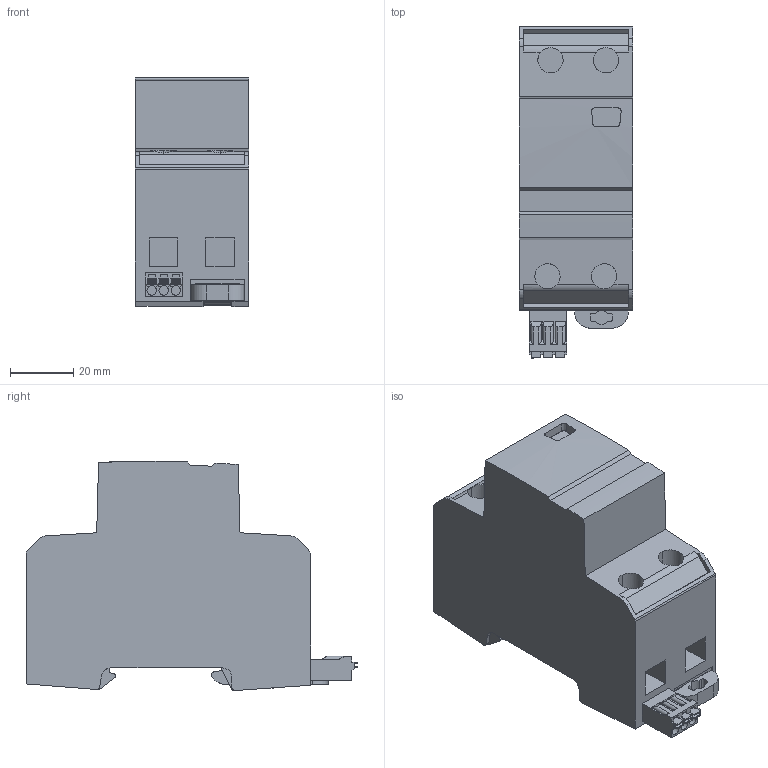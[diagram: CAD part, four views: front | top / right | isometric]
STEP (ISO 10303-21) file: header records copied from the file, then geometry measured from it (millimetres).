
FILE_DESCRIPTION(('CATIA V5 STEP Exchange','CAx-IF Rec.Pracs.--- Model Styling and Organization---1.4--- 2014-01-23'),'2;1');
FILE_NAME ('D1597700_0', '2023-12-19T09:31:37+00:00', ('none'), ('Weidmueller'), 'CATIA Version 5-6 Release 2016 SP3 HF44', 'CATIA V5 STEP AP214', 'none');
FILE_SCHEMA(('AUTOMOTIVE_DESIGN { 1 0 10303 214 1 1 1 1 }'));
Length unit declared in the file: millimetre
Products named in the file (1): S3D_VPU_AC_I_1-1_R_255_12.5_LCF_MB
Bounding box: 36 x 104.96 x 72.49 mm (x, y, z)
Volume: 175728.5 mm3; surface area: 29483.9 mm2
Topology: 10 solids, 10 shells, 469 faces, 1279 edges, 856 vertices
Faces by surface type: plane 326, cylinder 100, extrusion 37, cone 6
Entity records: 15094 total; most frequent: CARTESIAN_POINT 3535, ORIENTED_EDGE 2558, DIRECTION 1747, EDGE_CURVE 1279, VECTOR 950, LINE 913, VERTEX_POINT 856, AXIS2_PLACEMENT_3D 499
